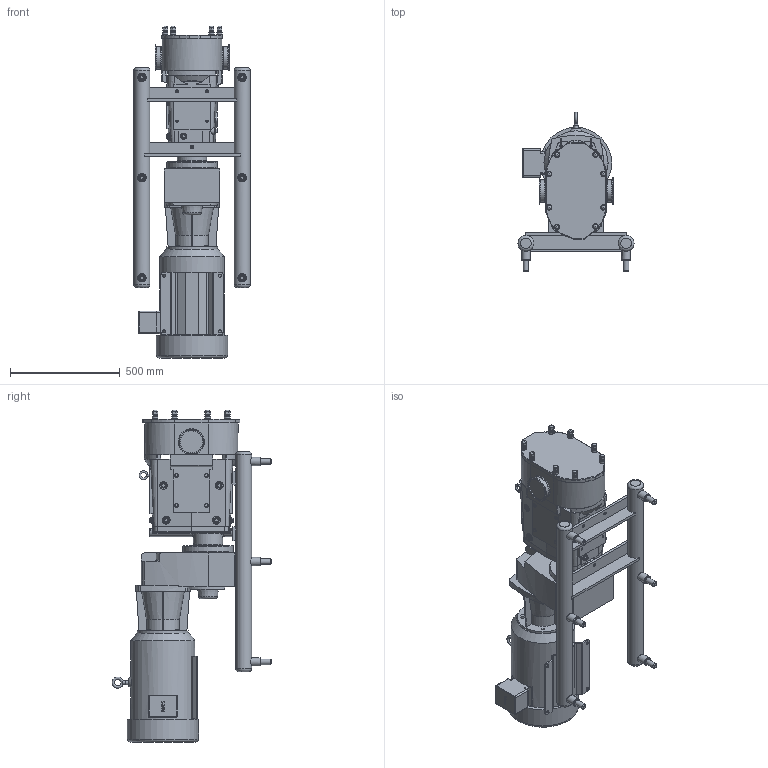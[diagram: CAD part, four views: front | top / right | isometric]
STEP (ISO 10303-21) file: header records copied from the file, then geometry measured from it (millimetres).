
FILE_DESCRIPTION(/* description */ (''),/* implementation_level */ '2;1');
FILE_NAME(/* name */ 'U3_220U3_256TC_4.0x4.0_S-Line_20HP_LH_SM.stp',/* time_stamp */ '2021-05-24T19:15:54+06:00',/* author */ ('trtmhr'),/* organization */ (''),/* preprocessor_version */ 'ST-DEVELOPER v18.1',/* originating_system */ 'Autodesk Inventor 2020',/* authorisation */ '');
FILE_SCHEMA (('AUTOMOTIVE_DESIGN { 1 0 10303 214 3 1 1 }'));
Length unit declared in the file: inch
Products named in the file (1): U3_220U3_256TC_4.0x4.0_S-Line_20HP_LH_SM
Bounding box: 530.23 x 728.47 x 1514.91 mm (x, y, z)
Volume: 114778377.1 mm3; surface area: 3139205.2 mm2
Topology: 4 solids, 4 shells, 1051 faces, 2883 edges, 1915 vertices
Faces by surface type: plane 517, cylinder 307, torus 82, cone 73, bspline 60, sphere 12
Full cylindrical faces by diameter (mm): 7.798 x1, 10.16 x2, 10.719 x4, 13.462 x4, 14.3 x3, 14.478 x1, 15.24 x1, 19.05 x8, 19.304 x1, 23.876 x3, 25.4 x19, 29.21 x2, 31.75 x3, 35.052 x6, 38.1 x6, 101.6 x2, 102.946 x4, 103.962 x2, 119.024 x2, 133.35 x1, 229.997 x1, 230.124 x1, 232.994 x1, 292.329 x1, 324.612 x1
Entity records: 35721 total; most frequent: CARTESIAN_POINT 8557, ORIENTED_EDGE 5732, DIRECTION 5705, EDGE_CURVE 2866, AXIS2_PLACEMENT_3D 2160, VERTEX_POINT 1915, LINE 1385, VECTOR 1385
